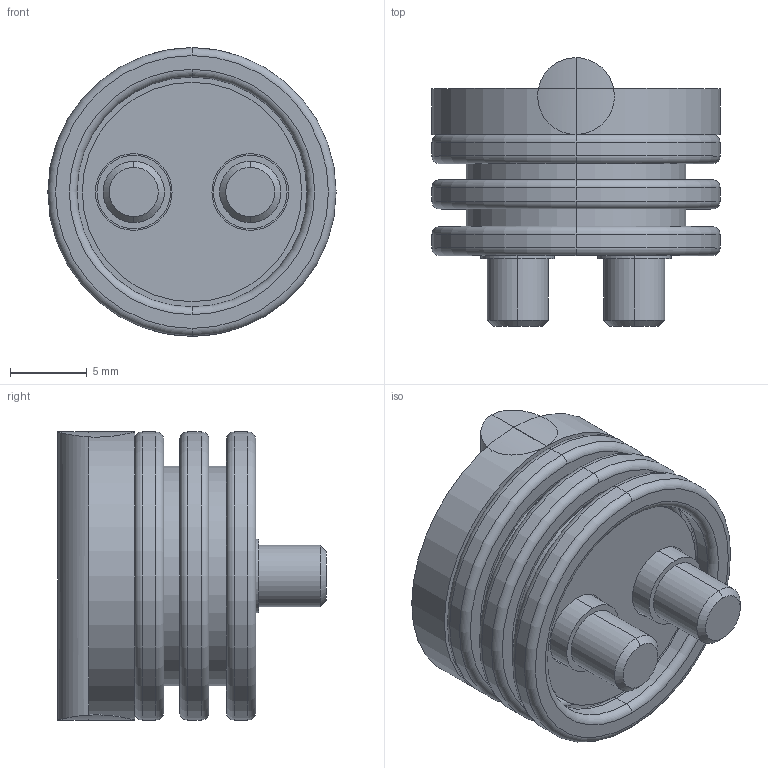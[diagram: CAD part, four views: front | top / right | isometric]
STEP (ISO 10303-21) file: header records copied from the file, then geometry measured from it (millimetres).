
FILE_DESCRIPTION (( 'STEP AP214' ), '1' );
FILE_NAME ('BruyRubio_BR1892__19.STEP', '2020-01-03T08:20:13', ( '' ), ( '' ), 'SwSTEP 2.0', 'SolidWorks 2017', '' );
FILE_SCHEMA (( 'AUTOMOTIVE_DESIGN' ));
Length unit declared in the file: millimetre
Products named in the file (5): BR1892-1_Part 5_8e5dad; BR1892-1_Part 5_c462a2; BR1892-1_Part 3_9a9dde; BR1892-19_890f5d; BruyRubio_BR1892__19
Assembly tree (4 placements, depth 2):
  BruyRubio_BR1892__19
    BR1892-19_890f5d
    BR1892-1_Part 3_9a9dde
    BR1892-1_Part 5_c462a2
    BR1892-1_Part 5_8e5dad
Bounding box: 18.8 x 17.5 x 18.8 mm (x, y, z)
Volume: 2505.3 mm3; surface area: 3342.7 mm2
Topology: 9 solids, 9 shells, 115 faces, 237 edges, 146 vertices
Faces by surface type: cylinder 47, plane 36, torus 24, cone 8
Entity records: 4701 total; most frequent: CARTESIAN_POINT 623, DIRECTION 611, ORIENTED_EDGE 474, AXIS2_PLACEMENT_3D 258, EDGE_CURVE 237, VERTEX_POINT 146, CIRCLE 136, EDGE_LOOP 135
